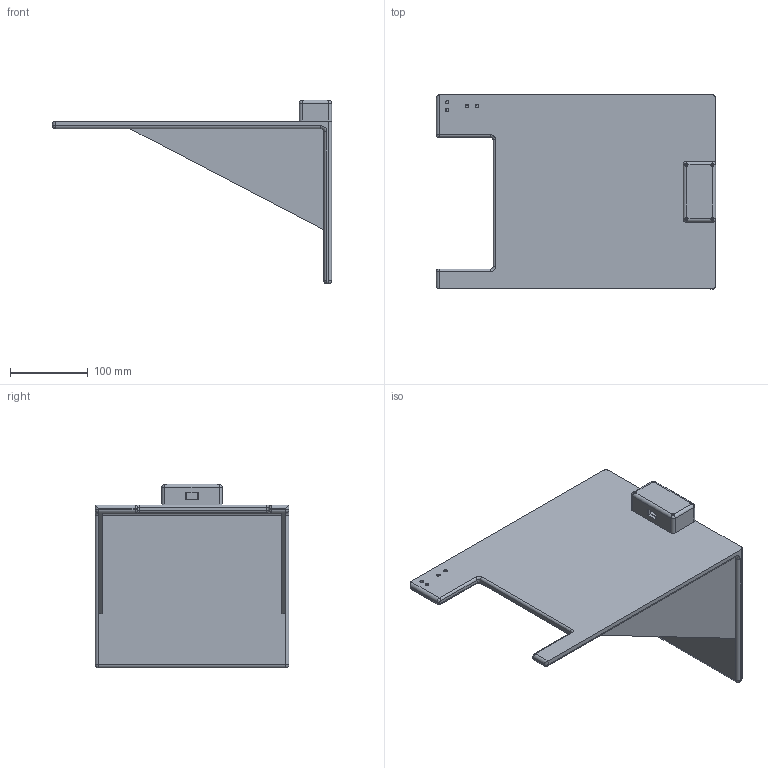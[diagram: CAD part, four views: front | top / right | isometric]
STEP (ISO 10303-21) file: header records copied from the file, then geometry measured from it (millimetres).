
FILE_DESCRIPTION(/* description */ (''),/* implementation_level */ '2;1');
FILE_NAME(/* name */ 'основание форточки.stp',/* time_stamp */ '2023-02-20T22:00:10+03:00',/* author */ ('Tasya'),/* organization */ (''),/* preprocessor_version */ 'ST-DEVELOPER v18.1',/* originating_system */ 'Autodesk Inventor 2021',/* authorisation */ '');
FILE_SCHEMA (('AUTOMOTIVE_DESIGN { 1 0 10303 214 3 1 1 }'));
Length unit declared in the file: millimetre
Products named in the file (1): основание форточки
Bounding box: 360 x 250 x 237 mm (x, y, z)
Volume: 1432577.8 mm3; surface area: 355520.5 mm2
Topology: 3 solids, 3 shells, 222 faces, 572 edges, 364 vertices
Faces by surface type: cylinder 100, plane 64, torus 18, cone 18, sphere 18, bspline 4
Full cylindrical faces by diameter (mm): 2.6 x4, 3 x4, 3.6 x2, 3.7 x6, 3.9 x2
Entity records: 7043 total; most frequent: CARTESIAN_POINT 1323, DIRECTION 1302, ORIENTED_EDGE 1144, EDGE_CURVE 572, AXIS2_PLACEMENT_3D 523, VERTEX_POINT 364, CIRCLE 302, LINE 256
